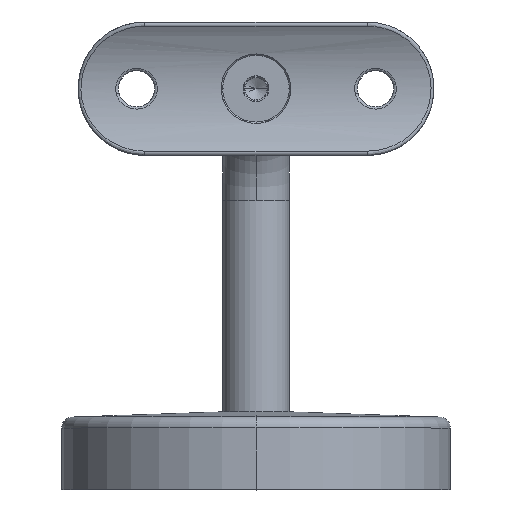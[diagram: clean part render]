
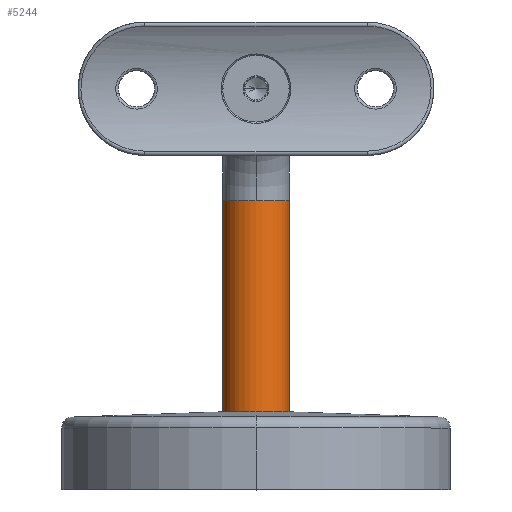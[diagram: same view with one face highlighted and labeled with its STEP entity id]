
A CAD part, top view. The second image highlights one B-rep face of the part: STEP entity #5244.
In plain terms, the highlighted cylindrical face has radius 6 mm (diameter 12 mm), a partial arc.
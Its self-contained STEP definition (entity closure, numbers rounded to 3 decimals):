
#310 = AXIS2_PLACEMENT_3D ( 'NONE', #5630, #6731, #953 ) ;
#313 = ORIENTED_EDGE ( 'NONE', *, *, #5065, .T. ) ;
#437 = AXIS2_PLACEMENT_3D ( 'NONE', #2164, #4745, #7444 ) ;
#516 = DIRECTION ( 'NONE',  ( 1., 0., 0. ) ) ;
#639 = DIRECTION ( 'NONE',  ( 0., 0., -1. ) ) ;
#763 = CARTESIAN_POINT ( 'NONE',  ( 47., 0., 6. ) ) ;
#890 = EDGE_CURVE ( 'NONE', #6580, #8022, #4562, .T. ) ;
#953 = DIRECTION ( 'NONE',  ( 0., 0., -1. ) ) ;
#1111 = VERTEX_POINT ( 'NONE', #5318 ) ;
#1175 = DIRECTION ( 'NONE',  ( 0., 0., -1. ) ) ;
#2140 = VERTEX_POINT ( 'NONE', #763 ) ;
#2164 = CARTESIAN_POINT ( 'NONE',  ( 47., 0., 0. ) ) ;
#2180 = ORIENTED_EDGE ( 'NONE', *, *, #4187, .T. ) ;
#2307 = CIRCLE ( 'NONE', #7037, 6. ) ;
#2376 = FACE_OUTER_BOUND ( 'NONE', #6538, .T. ) ;
#2717 = ORIENTED_EDGE ( 'NONE', *, *, #890, .F. ) ;
#2890 = CARTESIAN_POINT ( 'NONE',  ( 0., 0., 6. ) ) ;
#3057 = CYLINDRICAL_SURFACE ( 'NONE', #310, 6. ) ;
#3126 = CARTESIAN_POINT ( 'NONE',  ( 47., 0., -6. ) ) ;
#3636 = ORIENTED_EDGE ( 'NONE', *, *, #4930, .F. ) ;
#3951 = CARTESIAN_POINT ( 'NONE',  ( 0., 0., -6. ) ) ;
#4187 = EDGE_CURVE ( 'NONE', #6679, #2140, #6895, .T. ) ;
#4340 = VECTOR ( 'NONE', #7668, 1000. ) ;
#4452 = EDGE_CURVE ( 'NONE', #8022, #1111, #6634, .T. ) ;
#4554 = CARTESIAN_POINT ( 'NONE',  ( 0., 0., 0. ) ) ;
#4562 = LINE ( 'NONE', #7132, #7888 ) ;
#4745 = DIRECTION ( 'NONE',  ( 1., 0., 0. ) ) ;
#4930 = EDGE_CURVE ( 'NONE', #1111, #2140, #2307, .T. ) ;
#4960 = CARTESIAN_POINT ( 'NONE',  ( 0., 0., 6. ) ) ;
#4999 = DIRECTION ( 'NONE',  ( 1., 0., 0. ) ) ;
#5065 = EDGE_CURVE ( 'NONE', #6580, #6679, #6902, .T. ) ;
#5244 = ADVANCED_FACE ( 'NONE', ( #2376 ), #3057, .T. ) ;
#5318 = CARTESIAN_POINT ( 'NONE',  ( 47., 6., 0. ) ) ;
#5630 = CARTESIAN_POINT ( 'NONE',  ( 0., 0., 0. ) ) ;
#5646 = CARTESIAN_POINT ( 'NONE',  ( 47., 0., 0. ) ) ;
#6055 = DIRECTION ( 'NONE',  ( 1., 0., 0. ) ) ;
#6223 = AXIS2_PLACEMENT_3D ( 'NONE', #4554, #6055, #639 ) ;
#6538 = EDGE_LOOP ( 'NONE', ( #313, #2180, #3636, #8145, #2717 ) ) ;
#6580 = VERTEX_POINT ( 'NONE', #3951 ) ;
#6634 = CIRCLE ( 'NONE', #437, 6. ) ;
#6679 = VERTEX_POINT ( 'NONE', #2890 ) ;
#6731 = DIRECTION ( 'NONE',  ( 1., 0., 0. ) ) ;
#6895 = LINE ( 'NONE', #4960, #4340 ) ;
#6902 = CIRCLE ( 'NONE', #6223, 6. ) ;
#7037 = AXIS2_PLACEMENT_3D ( 'NONE', #5646, #516, #1175 ) ;
#7132 = CARTESIAN_POINT ( 'NONE',  ( 0., 0., -6. ) ) ;
#7444 = DIRECTION ( 'NONE',  ( 0., 0., -1. ) ) ;
#7668 = DIRECTION ( 'NONE',  ( 1., 0., 0. ) ) ;
#7888 = VECTOR ( 'NONE', #4999, 1000. ) ;
#8022 = VERTEX_POINT ( 'NONE', #3126 ) ;
#8145 = ORIENTED_EDGE ( 'NONE', *, *, #4452, .F. ) ;
